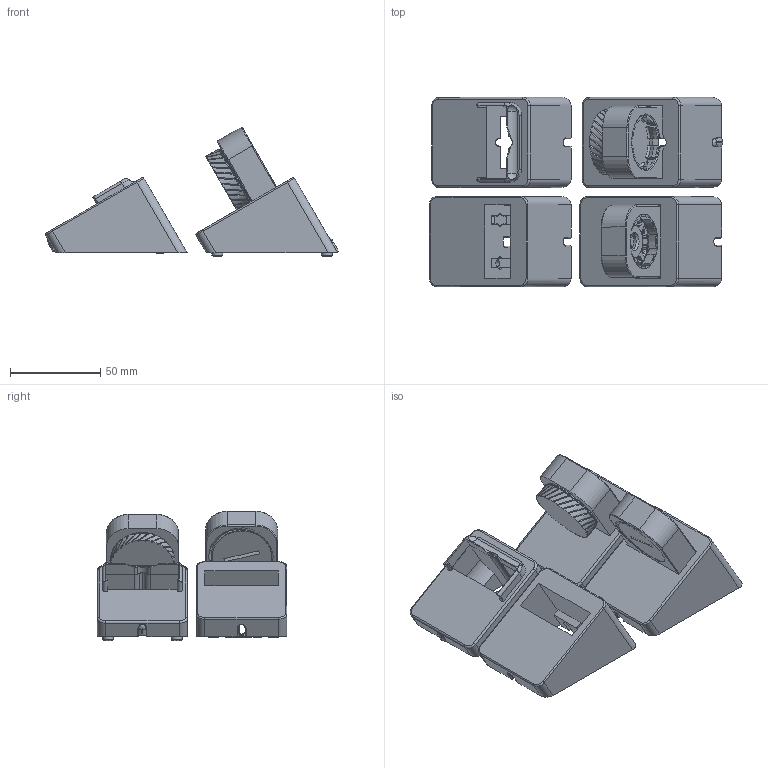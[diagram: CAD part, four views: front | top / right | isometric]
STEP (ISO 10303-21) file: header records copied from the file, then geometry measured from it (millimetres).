
FILE_DESCRIPTION(/* description */ (''),/* implementation_level */ '2;1');
FILE_NAME(/* name */ 'modular-apple-watch-dock.step',/* time_stamp */ '2021-04-13T21:58:31-04:00',/* author */ (''),/* organization */ (''),/* preprocessor_version */ 'ST-DEVELOPER v18.1',/* originating_system */ 'Autodesk Translation Framework v10.6.0.1341',/* authorisation */ '');
FILE_SCHEMA (('AUTOMOTIVE_DESIGN { 1 0 10303 214 3 1 1 }'));
Products named in the file (25): apple-watch-dock; charger-mount; charger-mount-v1; screw-v1; charger-mount-v2; screw-v2; claw; one-piece-claw; jointed-claw; base; base-v1; base-holes-v1; base-no-holes-v1; cradle; base-v2; base-holes-v2; base-no-holes-v2; stop; shim; feet; foot-1; foot-2; foor-3; foot-4; slot-covers
Assembly tree (24 placements, depth 4):
  apple-watch-dock
    charger-mount
      charger-mount-v1
        screw-v1
      charger-mount-v2
        screw-v2
      claw
        one-piece-claw
        jointed-claw
    base
      base-v1
        base-holes-v1
        base-no-holes-v1
        cradle
      base-v2
        base-holes-v2
        base-no-holes-v2
        stop
        shim
      feet
        foot-1
        foot-2
        foor-3
        foot-4
      slot-covers
Bounding box: 162.62 x 105 x 71.78 mm (x, y, z)
Volume: 289537.7 mm3; surface area: 106210.5 mm2
Topology: 28 solids, 28 shells, 1163 faces, 3041 edges, 1956 vertices
Faces by surface type: plane 484, cylinder 401, bspline 126, torus 74, cone 70, sphere 8
Full cylindrical faces by diameter (mm): 1.5 x8, 2 x8, 3 x16, 4 x4, 6 x4, 6.3 x8, 18 x1, 33.132 x3, 35 x1
Entity records: 52239 total; most frequent: CARTESIAN_POINT 22989, ORIENTED_EDGE 6082, DIRECTION 6003, EDGE_CURVE 3041, AXIS2_PLACEMENT_3D 2254, VERTEX_POINT 1956, LINE 1495, VECTOR 1495
